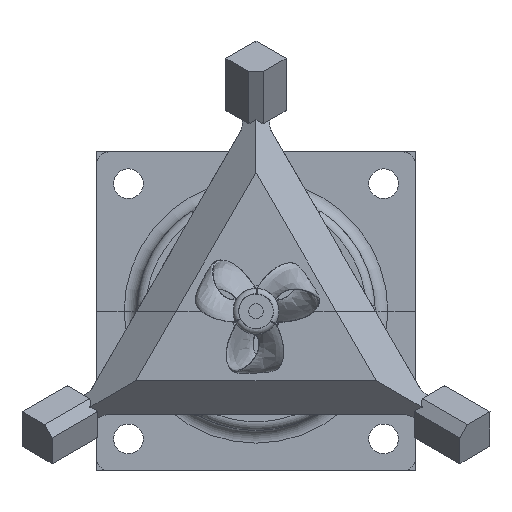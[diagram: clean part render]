
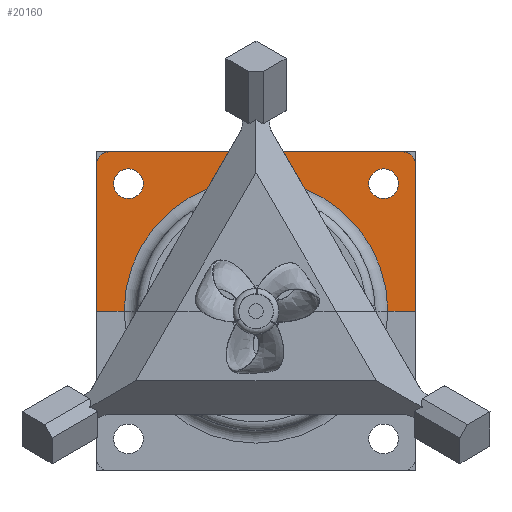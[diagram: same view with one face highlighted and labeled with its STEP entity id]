
A CAD part, front view. The second image highlights one B-rep face of the part: STEP entity #20160.
In plain terms, the highlighted planar face has unit normal (0, -1, 0).
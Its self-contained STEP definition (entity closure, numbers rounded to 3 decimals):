
#1240=FACE_BOUND('',#4166,.T.);
#1241=FACE_BOUND('',#4167,.T.);
#2920=FACE_OUTER_BOUND('',#4165,.T.);
#4165=EDGE_LOOP('',(#17412,#17413,#17414,#17415,#17416,#17417,#17418,#17419));
#4166=EDGE_LOOP('',(#17420));
#4167=EDGE_LOOP('',(#17421));
#4957=CIRCLE('',#22274,3.5);
#4959=CIRCLE('',#22277,3.5);
#4968=CIRCLE('',#22289,31.);
#4979=CIRCLE('',#22309,3.);
#4980=CIRCLE('',#22311,3.);
#5986=LINE('',#50091,#7247);
#6012=LINE('',#50198,#7273);
#6013=LINE('',#50200,#7274);
#6014=LINE('',#50201,#7275);
#6015=LINE('',#50203,#7276);
#7247=VECTOR('',#27041,10.);
#7273=VECTOR('',#27151,10.);
#7274=VECTOR('',#27152,10.);
#7275=VECTOR('',#27153,10.);
#7276=VECTOR('',#27154,10.);
#9122=VERTEX_POINT('',#50087);
#9124=VERTEX_POINT('',#50090);
#9131=VERTEX_POINT('',#50107);
#9133=VERTEX_POINT('',#50113);
#9145=VERTEX_POINT('',#50142);
#9146=VERTEX_POINT('',#50144);
#9162=VERTEX_POINT('',#50192);
#9163=VERTEX_POINT('',#50194);
#9164=VERTEX_POINT('',#50199);
#9165=VERTEX_POINT('',#50202);
#11942=EDGE_CURVE('',#9122,#9124,#5986,.T.);
#11951=EDGE_CURVE('',#9131,#9131,#4957,.T.);
#11954=EDGE_CURVE('',#9133,#9133,#4959,.T.);
#11969=EDGE_CURVE('',#9146,#9145,#4968,.T.);
#11992=EDGE_CURVE('',#9162,#9163,#4979,.T.);
#11994=EDGE_CURVE('',#9145,#9122,#6012,.T.);
#11995=EDGE_CURVE('',#9164,#9146,#6013,.T.);
#11996=EDGE_CURVE('',#9163,#9164,#6014,.T.);
#11997=EDGE_CURVE('',#9165,#9162,#6015,.T.);
#11998=EDGE_CURVE('',#9124,#9165,#4980,.T.);
#17412=ORIENTED_EDGE('',*,*,#11994,.F.);
#17413=ORIENTED_EDGE('',*,*,#11969,.F.);
#17414=ORIENTED_EDGE('',*,*,#11995,.F.);
#17415=ORIENTED_EDGE('',*,*,#11996,.F.);
#17416=ORIENTED_EDGE('',*,*,#11992,.F.);
#17417=ORIENTED_EDGE('',*,*,#11997,.F.);
#17418=ORIENTED_EDGE('',*,*,#11998,.F.);
#17419=ORIENTED_EDGE('',*,*,#11942,.F.);
#17420=ORIENTED_EDGE('',*,*,#11954,.F.);
#17421=ORIENTED_EDGE('',*,*,#11951,.F.);
#19216=PLANE('',#22310);
#20160=ADVANCED_FACE('',(#2920,#1240,#1241),#19216,.F.);
#22274=AXIS2_PLACEMENT_3D('',#50109,#27057,#27058);
#22277=AXIS2_PLACEMENT_3D('',#50115,#27064,#27065);
#22289=AXIS2_PLACEMENT_3D('',#50146,#27094,#27095);
#22309=AXIS2_PLACEMENT_3D('',#50195,#27146,#27147);
#22310=AXIS2_PLACEMENT_3D('',#50197,#27149,#27150);
#22311=AXIS2_PLACEMENT_3D('',#50204,#27155,#27156);
#27041=DIRECTION('',(0.,0.,1.));
#27057=DIRECTION('center_axis',(0.,-1.,0.));
#27058=DIRECTION('ref_axis',(-1.,0.,0.));
#27064=DIRECTION('center_axis',(0.,-1.,0.));
#27065=DIRECTION('ref_axis',(-1.,0.,0.));
#27094=DIRECTION('center_axis',(0.,-1.,0.));
#27095=DIRECTION('ref_axis',(-1.,0.,0.));
#27146=DIRECTION('center_axis',(0.,1.,0.));
#27147=DIRECTION('ref_axis',(0.707,0.,0.707));
#27149=DIRECTION('center_axis',(0.,1.,0.));
#27150=DIRECTION('ref_axis',(-1.,0.,0.));
#27151=DIRECTION('',(-1.,0.,0.));
#27152=DIRECTION('',(-1.,0.,0.));
#27153=DIRECTION('',(0.,0.,-1.));
#27154=DIRECTION('',(1.,0.,0.));
#27155=DIRECTION('center_axis',(0.,1.,0.));
#27156=DIRECTION('ref_axis',(-0.707,0.,0.707));
#50087=CARTESIAN_POINT('',(-37.5,56.044,0.));
#50090=CARTESIAN_POINT('',(-37.5,56.044,34.5));
#50091=CARTESIAN_POINT('',(-37.5,56.044,-37.5));
#50107=CARTESIAN_POINT('',(33.5,56.044,30.));
#50109=CARTESIAN_POINT('Origin',(30.,56.044,30.));
#50113=CARTESIAN_POINT('',(-26.5,56.044,30.));
#50115=CARTESIAN_POINT('Origin',(-30.,56.044,30.));
#50142=CARTESIAN_POINT('',(-31.,56.044,0.));
#50144=CARTESIAN_POINT('',(31.,56.044,0.));
#50146=CARTESIAN_POINT('Origin',(0.,56.044,0.));
#50192=CARTESIAN_POINT('',(34.5,56.044,37.5));
#50194=CARTESIAN_POINT('',(37.5,56.044,34.5));
#50195=CARTESIAN_POINT('Origin',(34.5,56.044,34.5));
#50197=CARTESIAN_POINT('Origin',(0.,56.044,0.));
#50198=CARTESIAN_POINT('',(0.,56.044,0.));
#50199=CARTESIAN_POINT('',(37.5,56.044,0.));
#50200=CARTESIAN_POINT('',(0.,56.044,0.));
#50201=CARTESIAN_POINT('',(37.5,56.044,37.5));
#50202=CARTESIAN_POINT('',(-34.5,56.044,37.5));
#50203=CARTESIAN_POINT('',(-37.5,56.044,37.5));
#50204=CARTESIAN_POINT('Origin',(-34.5,56.044,34.5));
